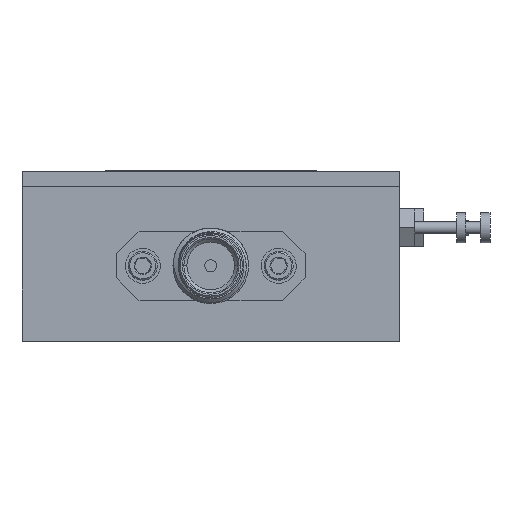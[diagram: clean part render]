
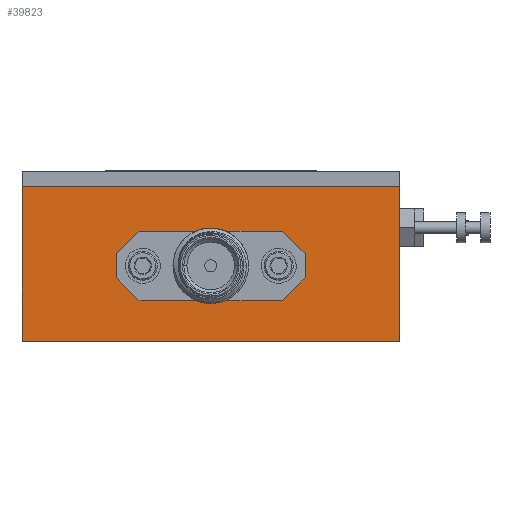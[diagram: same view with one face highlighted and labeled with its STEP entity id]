
A CAD part, left-side view. The second image highlights one B-rep face of the part: STEP entity #39823.
In plain terms, the highlighted planar face has unit normal (-1, 0, 0).
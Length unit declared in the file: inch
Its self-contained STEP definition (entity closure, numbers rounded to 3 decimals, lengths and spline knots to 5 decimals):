
#269 = CARTESIAN_POINT ( 'NONE',  ( -0.625, -0.3125, -0.1465 ) ) ;
#597 = ORIENTED_EDGE ( 'NONE', *, *, #33082, .T. ) ;
#1196 = LINE ( 'NONE', #7949, #10583 ) ;
#2265 = EDGE_LOOP ( 'NONE', ( #33234, #31783, #43813, #30341 ) ) ;
#3161 = VECTOR ( 'NONE', #32098, 39.37008 ) ;
#4008 = EDGE_CURVE ( 'NONE', #7144, #32336, #8487, .T. ) ;
#5197 = CARTESIAN_POINT ( 'NONE',  ( -0.625, 0.17625, -0.20775 ) ) ;
#6739 = VECTOR ( 'NONE', #10075, 39.37008 ) ;
#6975 = CARTESIAN_POINT ( 'NONE',  ( -0.625, 0.2375, 0.0835 ) ) ;
#7103 = ORIENTED_EDGE ( 'NONE', *, *, #29414, .F. ) ;
#7144 = VERTEX_POINT ( 'NONE', #34471 ) ;
#7291 = VECTOR ( 'NONE', #9721, 39.37008 ) ;
#7596 = EDGE_CURVE ( 'NONE', #38149, #29420, #8213, .T. ) ;
#7949 = CARTESIAN_POINT ( 'NONE',  ( -0.625, -0.3125, 0.0835 ) ) ;
#7990 = DIRECTION ( 'NONE',  ( 0., 0., -1. ) ) ;
#8068 = CARTESIAN_POINT ( 'NONE',  ( -0.625, 0.17625, 0.14475 ) ) ;
#8213 = LINE ( 'NONE', #29602, #30348 ) ;
#8226 = CARTESIAN_POINT ( 'NONE',  ( -0.625, -0.625, -0.2815 ) ) ;
#8294 = LINE ( 'NONE', #8068, #38238 ) ;
#8300 = LINE ( 'NONE', #28581, #34816 ) ;
#8487 = LINE ( 'NONE', #29896, #36200 ) ;
#8623 = VERTEX_POINT ( 'NONE', #6975 ) ;
#8961 = CARTESIAN_POINT ( 'NONE',  ( -0.625, -0.2375, -0.1465 ) ) ;
#9654 = VECTOR ( 'NONE', #43575, 39.37008 ) ;
#9721 = DIRECTION ( 'NONE',  ( 0., 0., -1. ) ) ;
#10075 = DIRECTION ( 'NONE',  ( 0., 0.707, 0.707 ) ) ;
#10583 = VECTOR ( 'NONE', #11547, 39.37008 ) ;
#11495 = LINE ( 'NONE', #269, #34495 ) ;
#11547 = DIRECTION ( 'NONE',  ( 0., 1., 0. ) ) ;
#12339 = AXIS2_PLACEMENT_3D ( 'NONE', #14959, #28930, #7990 ) ;
#12554 = ORIENTED_EDGE ( 'NONE', *, *, #36465, .F. ) ;
#12650 = LINE ( 'NONE', #40119, #7291 ) ;
#12949 = LINE ( 'NONE', #35987, #9654 ) ;
#13493 = DIRECTION ( 'NONE',  ( 0., -0.707, -0.707 ) ) ;
#14368 = CARTESIAN_POINT ( 'NONE',  ( -0.625, -0.17625, 0.14475 ) ) ;
#14616 = VERTEX_POINT ( 'NONE', #17388 ) ;
#14959 = CARTESIAN_POINT ( 'NONE',  ( -0.625, -0.625, 0.2815 ) ) ;
#15520 = DIRECTION ( 'NONE',  ( 0., 0.707, -0.707 ) ) ;
#16159 = CARTESIAN_POINT ( 'NONE',  ( -0.625, -0.2375, 0.0835 ) ) ;
#16424 = VERTEX_POINT ( 'NONE', #27057 ) ;
#17388 = CARTESIAN_POINT ( 'NONE',  ( -0.625, -0.3125, 0.0085 ) ) ;
#17395 = CARTESIAN_POINT ( 'NONE',  ( -0.625, 0.625, 0.2315 ) ) ;
#17740 = EDGE_CURVE ( 'NONE', #34002, #14616, #30846, .T. ) ;
#18224 = EDGE_CURVE ( 'NONE', #16424, #35052, #11495, .T. ) ;
#18341 = FACE_OUTER_BOUND ( 'NONE', #2265, .T. ) ;
#20136 = CARTESIAN_POINT ( 'NONE',  ( -0.625, -0.3125, -0.0715 ) ) ;
#20913 = ORIENTED_EDGE ( 'NONE', *, *, #7596, .F. ) ;
#22347 = ORIENTED_EDGE ( 'NONE', *, *, #24924, .T. ) ;
#22804 = ORIENTED_EDGE ( 'NONE', *, *, #18224, .F. ) ;
#22945 = VECTOR ( 'NONE', #13493, 39.37008 ) ;
#24924 = EDGE_CURVE ( 'NONE', #34446, #35052, #25444, .T. ) ;
#25444 = LINE ( 'NONE', #43215, #30161 ) ;
#25556 = FACE_BOUND ( 'NONE', #26671, .T. ) ;
#25636 = DIRECTION ( 'NONE',  ( 0., -0.707, 0.707 ) ) ;
#25657 = CARTESIAN_POINT ( 'NONE',  ( -0.625, 0.3125, 0.0085 ) ) ;
#25988 = PLANE ( 'NONE',  #12339 ) ;
#26671 = EDGE_LOOP ( 'NONE', ( #22804, #597, #20913, #26957, #7103, #37272, #12554, #22347 ) ) ;
#26957 = ORIENTED_EDGE ( 'NONE', *, *, #40944, .T. ) ;
#27057 = CARTESIAN_POINT ( 'NONE',  ( -0.625, 0.2375, -0.1465 ) ) ;
#28581 = CARTESIAN_POINT ( 'NONE',  ( -0.625, -0.3125, 0.0835 ) ) ;
#28723 = CARTESIAN_POINT ( 'NONE',  ( -0.625, -0.625, -0.2815 ) ) ;
#28930 = DIRECTION ( 'NONE',  ( 1., 0., 0. ) ) ;
#29414 = EDGE_CURVE ( 'NONE', #34002, #8623, #1196, .T. ) ;
#29420 = VERTEX_POINT ( 'NONE', #36073 ) ;
#29602 = CARTESIAN_POINT ( 'NONE',  ( -0.625, 0.3125, 0.0835 ) ) ;
#29896 = CARTESIAN_POINT ( 'NONE',  ( -0.625, -0.625, 0.2815 ) ) ;
#30161 = VECTOR ( 'NONE', #15520, 39.37008 ) ;
#30341 = ORIENTED_EDGE ( 'NONE', *, *, #4008, .F. ) ;
#30348 = VECTOR ( 'NONE', #32300, 39.37008 ) ;
#30846 = LINE ( 'NONE', #14368, #22945 ) ;
#31783 = ORIENTED_EDGE ( 'NONE', *, *, #39932, .T. ) ;
#32098 = DIRECTION ( 'NONE',  ( 0., -1., 0. ) ) ;
#32300 = DIRECTION ( 'NONE',  ( 0., 0., -1. ) ) ;
#32336 = VERTEX_POINT ( 'NONE', #8226 ) ;
#32584 = DIRECTION ( 'NONE',  ( 0., 0., -1. ) ) ;
#32615 = DIRECTION ( 'NONE',  ( 0., 0., 1. ) ) ;
#33082 = EDGE_CURVE ( 'NONE', #16424, #29420, #42348, .T. ) ;
#33234 = ORIENTED_EDGE ( 'NONE', *, *, #36445, .F. ) ;
#34002 = VERTEX_POINT ( 'NONE', #16159 ) ;
#34446 = VERTEX_POINT ( 'NONE', #20136 ) ;
#34471 = CARTESIAN_POINT ( 'NONE',  ( -0.625, -0.625, 0.2315 ) ) ;
#34495 = VECTOR ( 'NONE', #41466, 39.37008 ) ;
#34816 = VECTOR ( 'NONE', #32615, 39.37008 ) ;
#35052 = VERTEX_POINT ( 'NONE', #8961 ) ;
#35682 = LINE ( 'NONE', #28723, #3161 ) ;
#35987 = CARTESIAN_POINT ( 'NONE',  ( -0.625, -0.625, 0.2315 ) ) ;
#36073 = CARTESIAN_POINT ( 'NONE',  ( -0.625, 0.3125, -0.0715 ) ) ;
#36200 = VECTOR ( 'NONE', #32584, 39.37008 ) ;
#36445 = EDGE_CURVE ( 'NONE', #38925, #7144, #12949, .T. ) ;
#36465 = EDGE_CURVE ( 'NONE', #34446, #14616, #8300, .T. ) ;
#37056 = CARTESIAN_POINT ( 'NONE',  ( -0.625, 0.625, -0.2815 ) ) ;
#37272 = ORIENTED_EDGE ( 'NONE', *, *, #17740, .T. ) ;
#37622 = VERTEX_POINT ( 'NONE', #37056 ) ;
#38149 = VERTEX_POINT ( 'NONE', #25657 ) ;
#38238 = VECTOR ( 'NONE', #25636, 39.37008 ) ;
#38925 = VERTEX_POINT ( 'NONE', #17395 ) ;
#39823 = ADVANCED_FACE ( 'NONE', ( #25556, #18341 ), #25988, .F. ) ;
#39932 = EDGE_CURVE ( 'NONE', #38925, #37622, #12650, .T. ) ;
#40119 = CARTESIAN_POINT ( 'NONE',  ( -0.625, 0.625, 0.2815 ) ) ;
#40944 = EDGE_CURVE ( 'NONE', #38149, #8623, #8294, .T. ) ;
#41466 = DIRECTION ( 'NONE',  ( 0., -1., 0. ) ) ;
#42348 = LINE ( 'NONE', #5197, #6739 ) ;
#43215 = CARTESIAN_POINT ( 'NONE',  ( -0.625, -0.17625, -0.20775 ) ) ;
#43575 = DIRECTION ( 'NONE',  ( 0., -1., 0. ) ) ;
#43722 = EDGE_CURVE ( 'NONE', #37622, #32336, #35682, .T. ) ;
#43813 = ORIENTED_EDGE ( 'NONE', *, *, #43722, .T. ) ;
